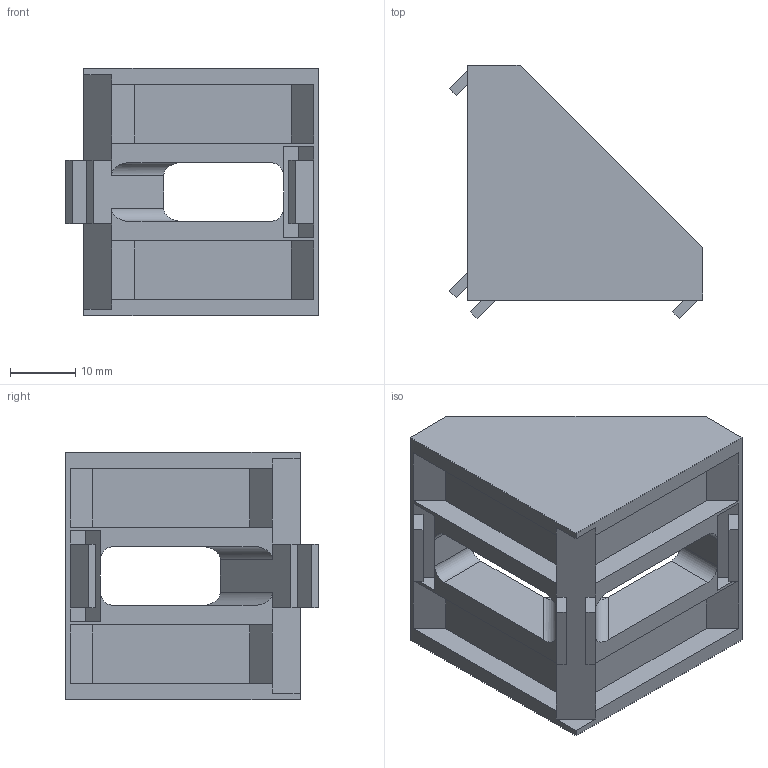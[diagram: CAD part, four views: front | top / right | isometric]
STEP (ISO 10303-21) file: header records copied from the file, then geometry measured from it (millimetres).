
FILE_DESCRIPTION (( 'STEP AP203' ), '1' );
FILE_NAME ('1.ANG.018.STEP', '2016-04-08T12:44:00', ( '' ), ( '' ), 'SwSTEP 2.0', 'SolidWorks 2016', '' );
FILE_SCHEMA (( 'CONFIG_CONTROL_DESIGN' ));
Length unit declared in the file: millimetre
Products named in the file (1): 1.ANG.018
Bounding box: 38.83 x 38.83 x 38 mm (x, y, z)
Volume: 15724.1 mm3; surface area: 9382.5 mm2
Topology: 1 solids, 1 shells, 77 faces, 207 edges, 130 vertices
Faces by surface type: plane 69, cylinder 8
Entity records: 2422 total; most frequent: CARTESIAN_POINT 439, ORIENTED_EDGE 414, DIRECTION 363, EDGE_CURVE 207, LINE 191, VECTOR 191, VERTEX_POINT 130, AXIS2_PLACEMENT_3D 86
